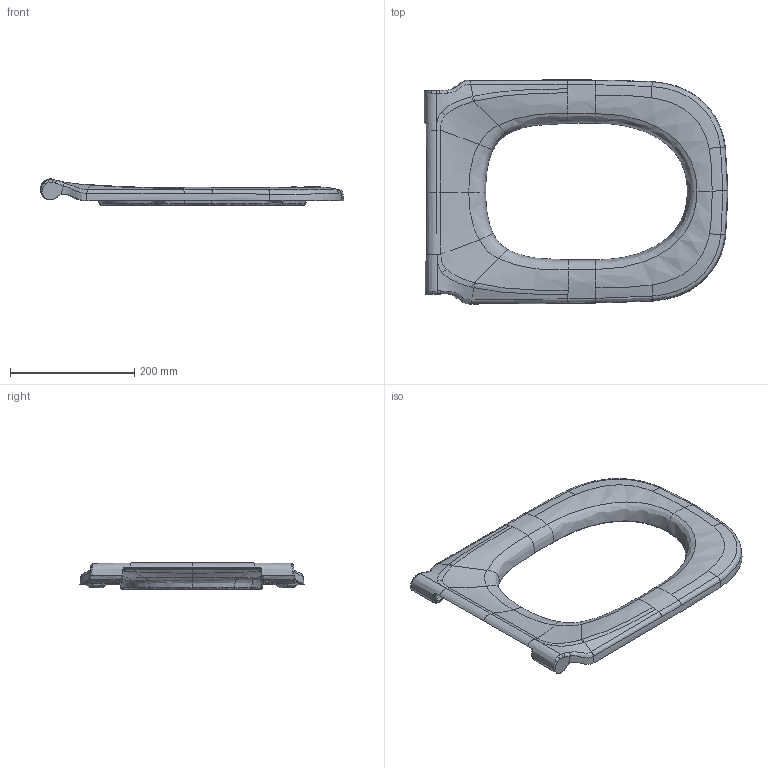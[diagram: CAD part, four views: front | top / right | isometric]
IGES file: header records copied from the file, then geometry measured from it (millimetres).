
Global section: file name: No Iges File Name specified; native system: Autodesk Inventor 2011; preprocessor: AutoDesk Inventor Iges Exporter R2011; author: Administrator; date: 20131025.115338; units: millimetre
Bounding box: 489.11 x 361.24 x 42.35 mm (x, y, z)
Volume: 676974.5 mm3; surface area: 294262.2 mm2
Topology: 5 solids, 5 shells, 644 faces, 1550 edges, 926 vertices
Faces by surface type: bspline 562, plane 54, cylinder 22, revolution 6
